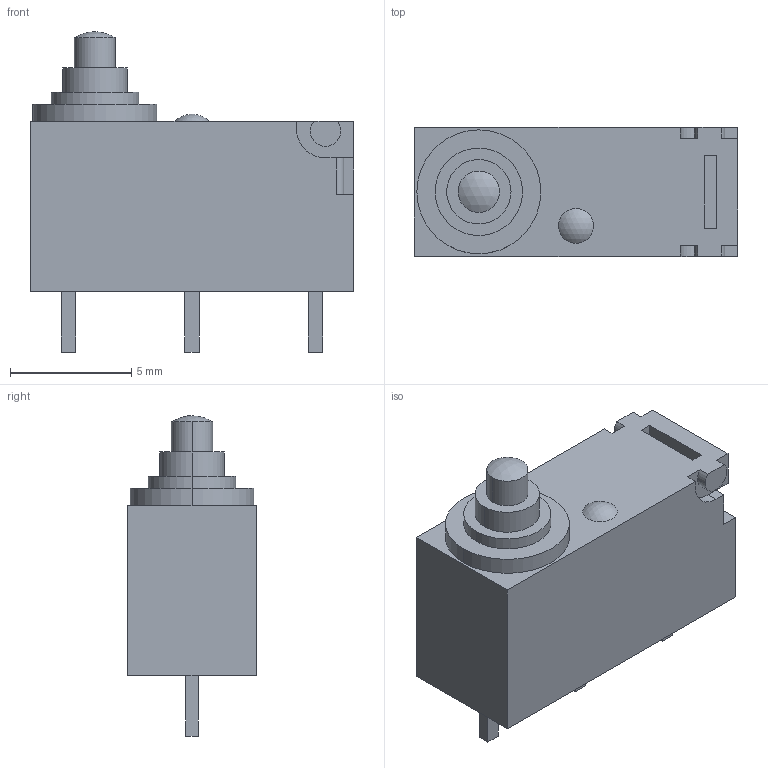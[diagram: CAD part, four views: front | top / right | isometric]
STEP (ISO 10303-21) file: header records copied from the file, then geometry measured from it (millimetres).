
FILE_DESCRIPTION(('FreeCAD Model'),'2;1');
FILE_NAME('d2hw-a201d.step','2018-01-29T19:18:50',( 'kicad StepUp'),('ksu MCAD'),'Open CASCADE STEP processor 6.8', 'FreeCAD','Unknown');
FILE_SCHEMA(('AUTOMOTIVE_DESIGN_CC2 { 1 2 10303 214 -1 1 5 4 }'));
Length unit declared in the file: millimetre
Products named in the file (2): ASSEMBLY; d2hw-a201d
Assembly tree (1 placements, depth 2):
  ASSEMBLY
    d2hw-a201d
Bounding box: 13.3 x 5.3 x 13.19 mm (x, y, z)
Volume: 514.4 mm3; surface area: 479.5 mm2
Topology: 1 solids, 1 shells, 71 faces, 180 edges, 120 vertices
Faces by surface type: plane 49, cylinder 20, sphere 2
Entity records: 2673 total; most frequent: CARTESIAN_POINT 373, DIRECTION 368, ORIENTED_EDGE 360, EDGE_CURVE 180, LINE 138, VECTOR 138, VERTEX_POINT 120, AXIS2_PLACEMENT_3D 115
